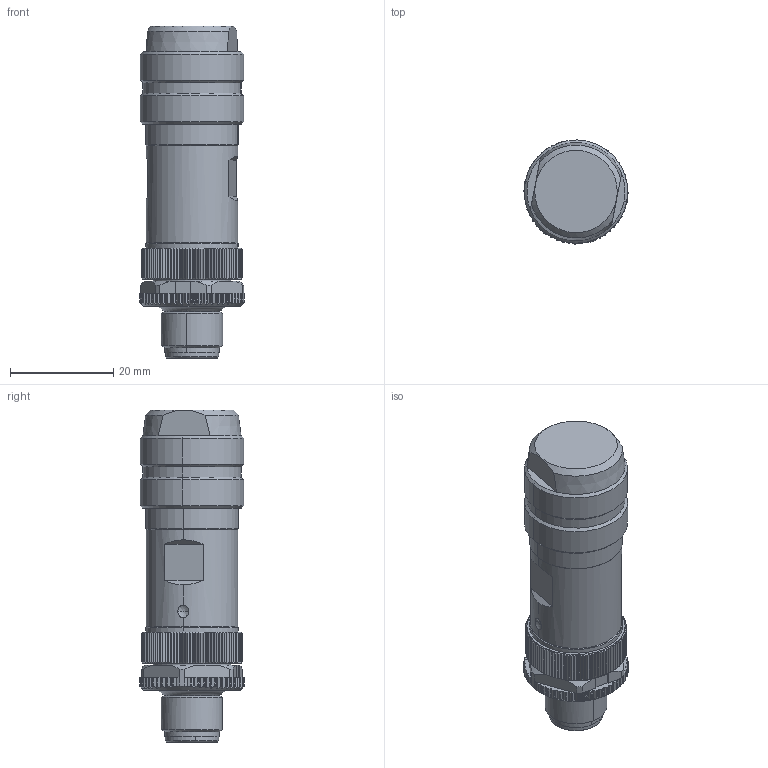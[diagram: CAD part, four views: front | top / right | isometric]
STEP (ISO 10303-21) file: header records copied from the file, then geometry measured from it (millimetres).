
FILE_DESCRIPTION(('CATIA V5 STEP Exchange','CAx-IF Rec.Pracs.--- Model Styling and Organization---1.4--- 2014-01-23'),'2;1');
FILE_NAME ('006678-3_1', '2021-03-09T13:23:49+00:00', ('none'), ('Weidmueller'), 'CATIA Version 5-6 Release 2016 SP3 HF44', 'CATIA V5 STEP AP214', 'none');
FILE_SCHEMA(('AUTOMOTIVE_DESIGN { 1 0 10303 214 1 1 1 1 }'));
Length unit declared in the file: millimetre
Products named in the file (1): 1118910000
Bounding box: 20.2 x 20.2 x 64.3 mm (x, y, z)
Volume: 15394.8 mm3; surface area: 6405.7 mm2
Topology: 10 solids, 10 shells, 1039 faces, 2562 edges, 1557 vertices
Faces by surface type: plane 381, cylinder 308, cone 226, extrusion 104, bspline 18, torus 2
Entity records: 32851 total; most frequent: CARTESIAN_POINT 10630, ORIENTED_EDGE 5120, DIRECTION 3524, EDGE_CURVE 2560, AXIS2_PLACEMENT_3D 1562, VERTEX_POINT 1557, VECTOR 1060, EDGE_LOOP 1055
